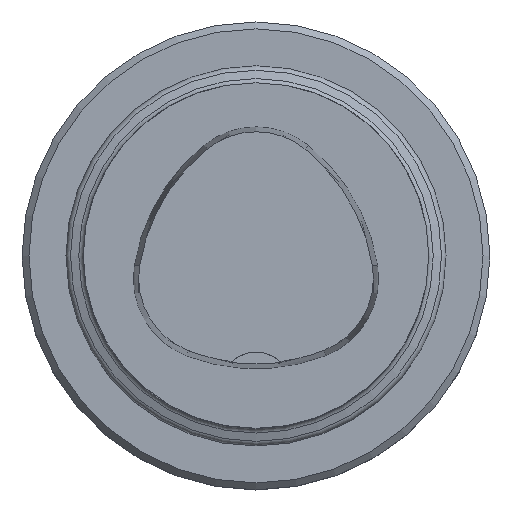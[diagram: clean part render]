
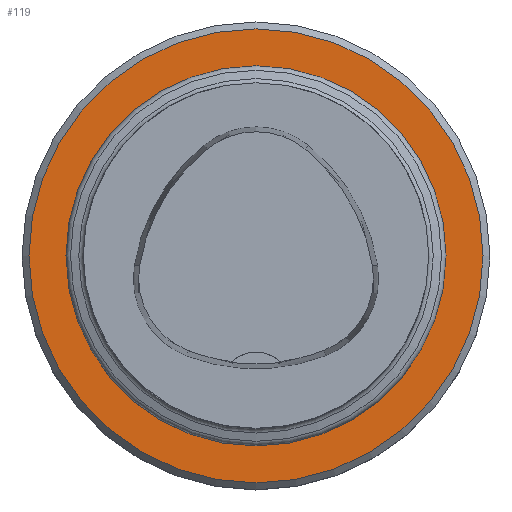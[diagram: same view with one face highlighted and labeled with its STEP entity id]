
A CAD part, top view. The second image highlights one B-rep face of the part: STEP entity #119.
In plain terms, the highlighted planar face has unit normal (0, 0, 1).
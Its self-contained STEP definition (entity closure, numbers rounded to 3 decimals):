
#54=PLANE('',#597);
#119=ADVANCED_FACE('',(#174,#175),#54,.T.);
#146=CIRCLE('',#585,27.5);
#151=CIRCLE('',#596,32.85);
#174=FACE_BOUND('',#222,.T.);
#175=FACE_BOUND('',#223,.T.);
#222=EDGE_LOOP('',(#348));
#223=EDGE_LOOP('',(#349));
#348=ORIENTED_EDGE('',*,*,#448,.T.);
#349=ORIENTED_EDGE('',*,*,#453,.T.);
#389=VERTEX_POINT('',#894);
#394=VERTEX_POINT('',#910);
#448=EDGE_CURVE('',#389,#389,#146,.T.);
#453=EDGE_CURVE('',#394,#394,#151,.T.);
#585=AXIS2_PLACEMENT_3D('',#893,#737,#738);
#596=AXIS2_PLACEMENT_3D('',#909,#759,#760);
#597=AXIS2_PLACEMENT_3D('',#911,#761,#762);
#737=DIRECTION('',(0.,0.,-1.));
#738=DIRECTION('',(1.,0.,0.));
#759=DIRECTION('',(0.,0.,1.));
#760=DIRECTION('',(1.,0.,0.));
#761=DIRECTION('',(0.,0.,1.));
#762=DIRECTION('',(1.,0.,0.));
#893=CARTESIAN_POINT('',(0.,0.,-28.));
#894=CARTESIAN_POINT('',(27.5,0.,-28.));
#909=CARTESIAN_POINT('',(0.,0.,-28.));
#910=CARTESIAN_POINT('',(32.85,0.,-28.));
#911=CARTESIAN_POINT('',(0.,26.75,-28.));
